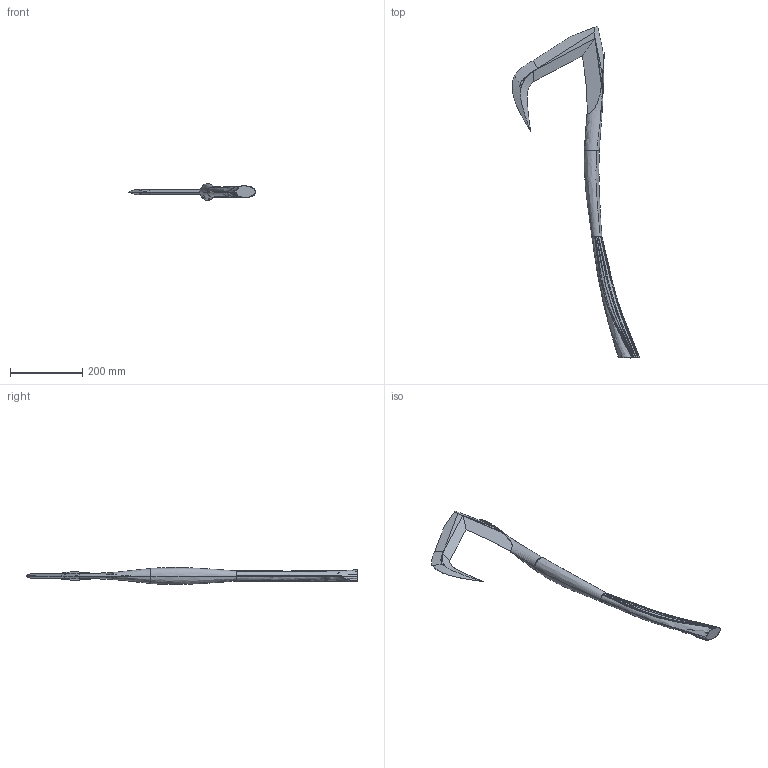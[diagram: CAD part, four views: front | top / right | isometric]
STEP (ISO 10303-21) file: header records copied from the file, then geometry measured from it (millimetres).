
FILE_DESCRIPTION(('FreeCAD Model'),'2;1');
FILE_NAME('Open CASCADE Shape Model','2025-05-04T11:46:37',('FreeCAD'),( 'FreeCAD'),'Open CASCADE STEP processor 7.6','FreeCAD','Unknown');
FILE_SCHEMA(('AUTOMOTIVE_DESIGN { 1 0 10303 214 1 1 1 1 }'));
Length unit declared in the file: millimetre
Products named in the file (1): Open CASCADE STEP translator 7.6 1
Bounding box: 351.84 x 917.95 x 47.07 mm (x, y, z)
Surface area: 144330.6 mm2 (no closed solid volume)
Topology: 0 solids, 54 shells, 54 faces, 1108 edges, 1108 vertices
Faces by surface type: bspline 54
Entity records: 14910 total; most frequent: CARTESIAN_POINT 10198, ORIENTED_EDGE 1108, EDGE_CURVE 1108, VERTEX_POINT 1108, B_SPLINE_CURVE_WITH_KNOTS 1047, FACE_BOUND 56, EDGE_LOOP 56, SHELL_BASED_SURFACE_MODEL 54
